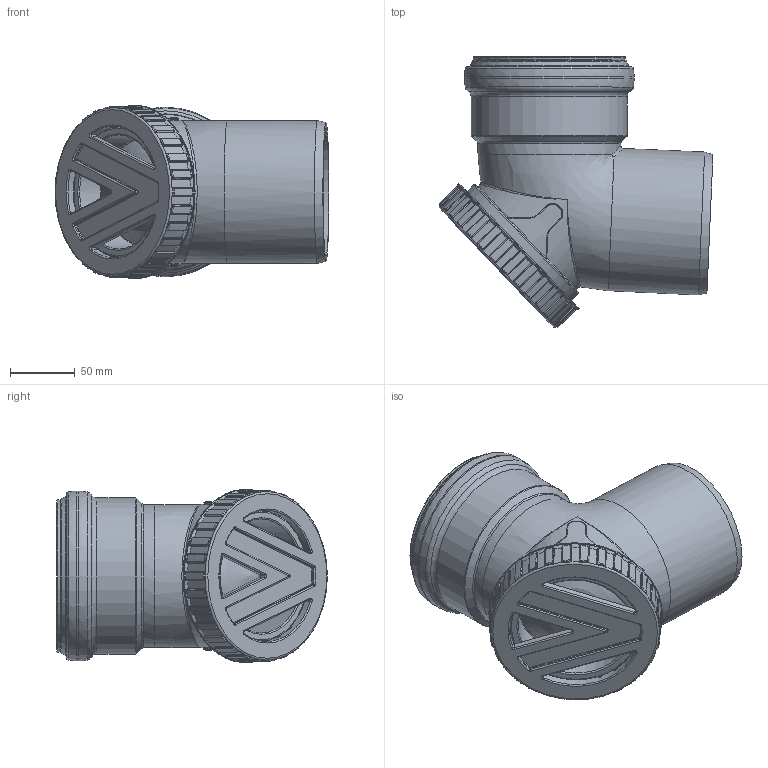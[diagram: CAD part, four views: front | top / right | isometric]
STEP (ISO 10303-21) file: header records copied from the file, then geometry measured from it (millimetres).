
FILE_DESCRIPTION(/* description */ (''),/* implementation_level */ '2;1');
FILE_NAME(/* name */ '335145z.stp',/* time_stamp */ '2024-08-26T08:31:42+02:00',/* author */ ('corinna'),/* organization */ (''),/* preprocessor_version */ 'ST-DEVELOPER v20',/* originating_system */ 'Autodesk Inventor 2024',/* authorisation */ '');
FILE_SCHEMA (('AUTOMOTIVE_DESIGN { 1 0 10303 214 3 1 1 }'));
Length unit declared in the file: millimetre
Products named in the file (5): 335145z; 335145z_1; Zusammenbau Deckel und Strömungseinsatz; 335145z Strömungseinsatz; 335600_2 Deckel für Reiniger DN_OD 110
Assembly tree (4 placements, depth 3):
  335145z
    335145z_1
    Zusammenbau Deckel und Strömungseinsatz
      335145z Strömungseinsatz
      335600_2 Deckel für Reiniger DN_OD 110
Bounding box: 211.24 x 208.8 x 134 mm (x, y, z)
Volume: 618864.9 mm3; surface area: 280703.8 mm2
Topology: 3 solids, 3 shells, 1186 faces, 2875 edges, 1694 vertices
Faces by surface type: bspline 396, cylinder 342, torus 191, plane 177, sphere 66, cone 14
Full cylindrical faces by diameter (mm): 88 x1, 95 x1, 97.5 x1, 97.9 x1, 98.5 x1, 98.7 x1, 99.7 x2, 100.4 x1, 101.4 x1, 105.8 x1, 105.9 x2, 106.9 x1, 109.5 x1, 110.3 x3, 110.9 x1, 111.2 x2, 116.5 x1, 117.4 x1, 120.5 x1, 123.5 x1, 124 x2, 130 x1, 130.8 x1, 134 x1
Entity records: 50855 total; most frequent: CARTESIAN_POINT 25218, ORIENTED_EDGE 5730, DIRECTION 4819, EDGE_CURVE 2865, AXIS2_PLACEMENT_3D 2077, VERTEX_POINT 1694, CIRCLE 1214, EDGE_LOOP 1205
